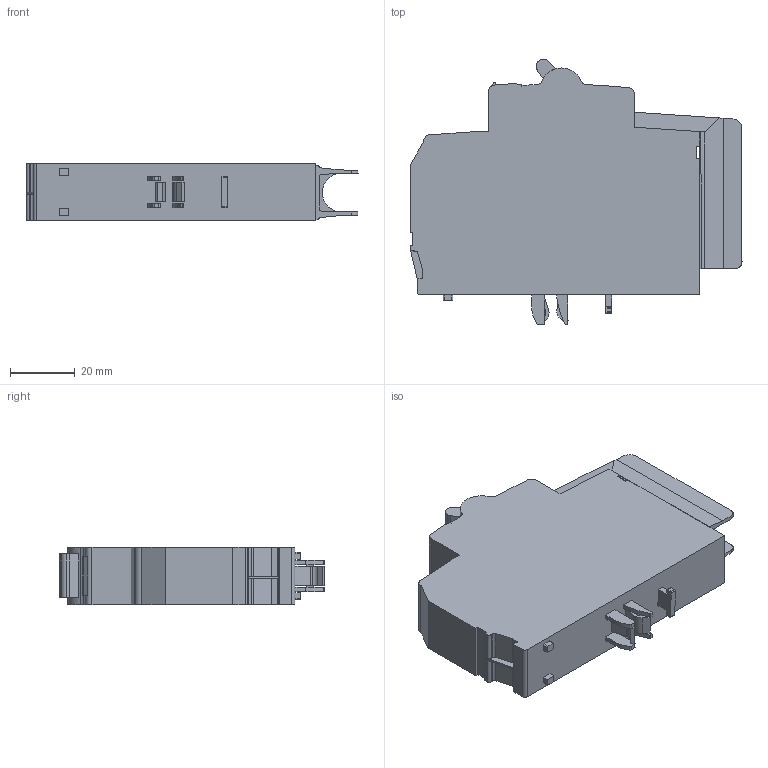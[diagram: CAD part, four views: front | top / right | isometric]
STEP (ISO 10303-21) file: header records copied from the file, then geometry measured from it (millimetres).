
FILE_DESCRIPTION (( 'STEP AP214' ), '1' );
FILE_NAME ('SU401(1).STEP', '2018-12-18T09:47:36', ( '' ), ( '' ), 'SwSTEP 2.0', 'SolidWorks 2018', '' );
FILE_SCHEMA (( 'AUTOMOTIVE_DESIGN' ));
Length unit declared in the file: millimetre
Products named in the file (1): SU401(1)
Bounding box: 102.29 x 81.93 x 17.8 mm (x, y, z)
Volume: 94312.5 mm3; surface area: 19482.4 mm2
Topology: 1 solids, 1 shells, 214 faces, 620 edges, 409 vertices
Faces by surface type: plane 148, cylinder 61, bspline 5
Entity records: 7063 total; most frequent: CARTESIAN_POINT 1375, ORIENTED_EDGE 1240, DIRECTION 1122, EDGE_CURVE 620, LINE 474, VECTOR 474, VERTEX_POINT 409, AXIS2_PLACEMENT_3D 324
